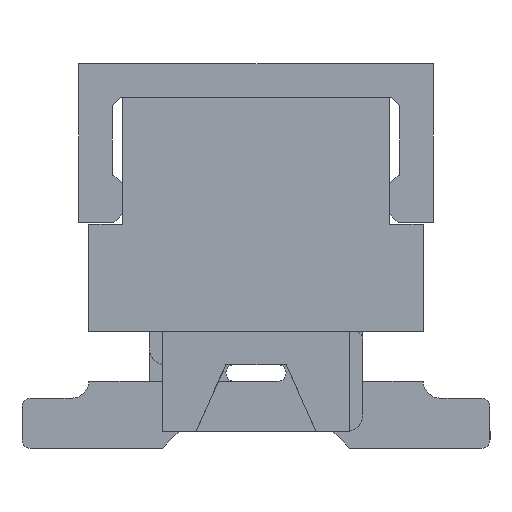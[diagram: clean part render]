
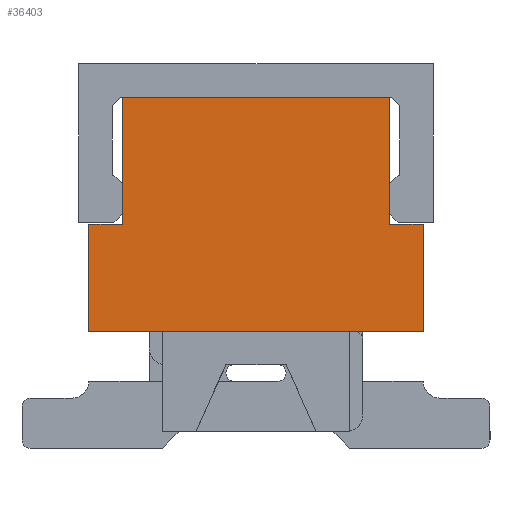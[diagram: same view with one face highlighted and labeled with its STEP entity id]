
A CAD part, left-side view. The second image highlights one B-rep face of the part: STEP entity #36403.
In plain terms, the highlighted face is planar.
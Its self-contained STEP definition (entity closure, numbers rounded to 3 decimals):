
#1215=PLANE('',#39220);
#10927=ORIENTED_EDGE('',*,*,#15929,.F.);
#10928=ORIENTED_EDGE('',*,*,#15762,.F.);
#10929=ORIENTED_EDGE('',*,*,#17599,.T.);
#10930=ORIENTED_EDGE('',*,*,#15806,.T.);
#10931=ORIENTED_EDGE('',*,*,#15782,.F.);
#10932=ORIENTED_EDGE('',*,*,#16474,.T.);
#10933=ORIENTED_EDGE('',*,*,#15715,.F.);
#10934=ORIENTED_EDGE('',*,*,#15704,.F.);
#15704=EDGE_CURVE('',#20089,#20085,#23751,.T.);
#15715=EDGE_CURVE('',#20085,#20090,#23762,.T.);
#15762=EDGE_CURVE('',#20142,#20143,#23809,.T.);
#15782=EDGE_CURVE('',#20161,#20162,#23829,.T.);
#15806=EDGE_CURVE('',#20183,#20162,#23852,.T.);
#15929=EDGE_CURVE('',#20143,#20089,#23974,.T.);
#16474=EDGE_CURVE('',#20161,#20090,#24519,.T.);
#17599=EDGE_CURVE('',#20142,#20183,#25644,.T.);
#20085=VERTEX_POINT('',#54929);
#20089=VERTEX_POINT('',#54936);
#20090=VERTEX_POINT('',#54940);
#20142=VERTEX_POINT('',#55052);
#20143=VERTEX_POINT('',#55054);
#20161=VERTEX_POINT('',#55092);
#20162=VERTEX_POINT('',#55094);
#20183=VERTEX_POINT('',#55142);
#23751=LINE('',#54937,#28258);
#23762=LINE('',#54959,#28269);
#23809=LINE('',#55053,#28316);
#23829=LINE('',#55093,#28336);
#23852=LINE('',#55141,#28359);
#23974=LINE('',#55381,#28481);
#24519=LINE('',#56492,#29026);
#25644=LINE('',#58738,#30151);
#28258=VECTOR('',#45078,1000.);
#28269=VECTOR('',#45091,1000.);
#28316=VECTOR('',#45146,1000.);
#28336=VECTOR('',#45168,1000.);
#28359=VECTOR('',#45199,1000.);
#28481=VECTOR('',#45371,1000.);
#29026=VECTOR('',#46242,1000.);
#30151=VECTOR('',#48177,1000.);
#32281=EDGE_LOOP('',(#10927,#10928,#10929,#10930,#10931,#10932,#10933,#10934));
#34142=FACE_BOUND('',#32281,.T.);
#36403=ADVANCED_FACE('',(#34142),#1215,.T.);
#39220=AXIS2_PLACEMENT_3D('',#58737,#48175,#48176);
#45078=DIRECTION('',(0.,0.,1.));
#45091=DIRECTION('',(0.,1.,0.));
#45146=DIRECTION('',(0.,0.,1.));
#45168=DIRECTION('',(0.,1.,0.));
#45199=DIRECTION('',(0.,0.,1.));
#45371=DIRECTION('',(0.,1.,0.));
#46242=DIRECTION('',(0.,0.,1.));
#48175=DIRECTION('',(1.,0.,0.));
#48176=DIRECTION('',(0.,0.,-1.));
#48177=DIRECTION('',(0.,1.,0.));
#54929=CARTESIAN_POINT('',(16.27,-2.,2.5));
#54936=CARTESIAN_POINT('',(16.27,-2.,0.6));
#54937=CARTESIAN_POINT('',(16.27,-2.,0.6));
#54940=CARTESIAN_POINT('',(16.27,2.,2.5));
#54959=CARTESIAN_POINT('',(16.27,-2.,2.5));
#55052=CARTESIAN_POINT('',(16.27,-2.5,-1.));
#55053=CARTESIAN_POINT('',(16.27,-2.5,-1.));
#55054=CARTESIAN_POINT('',(16.27,-2.5,0.6));
#55092=CARTESIAN_POINT('',(16.27,2.,0.6));
#55093=CARTESIAN_POINT('',(16.27,-2.5,0.6));
#55094=CARTESIAN_POINT('',(16.27,2.5,0.6));
#55141=CARTESIAN_POINT('',(16.27,2.5,-1.));
#55142=CARTESIAN_POINT('',(16.27,2.5,-1.));
#55381=CARTESIAN_POINT('',(16.27,-2.5,0.6));
#56492=CARTESIAN_POINT('',(16.27,2.,0.6));
#58737=CARTESIAN_POINT('',(16.27,-2.5,-1.));
#58738=CARTESIAN_POINT('',(16.27,-2.5,-1.));
